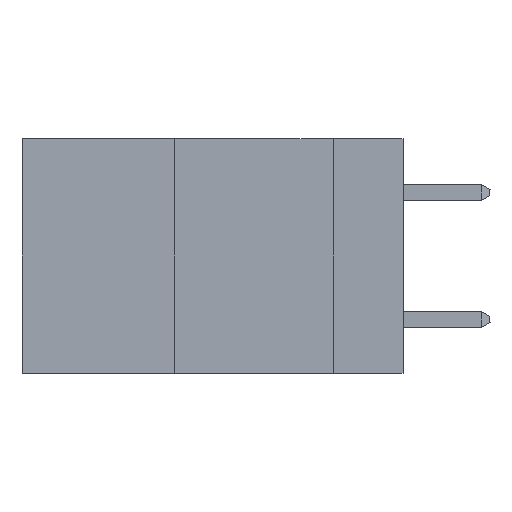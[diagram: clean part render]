
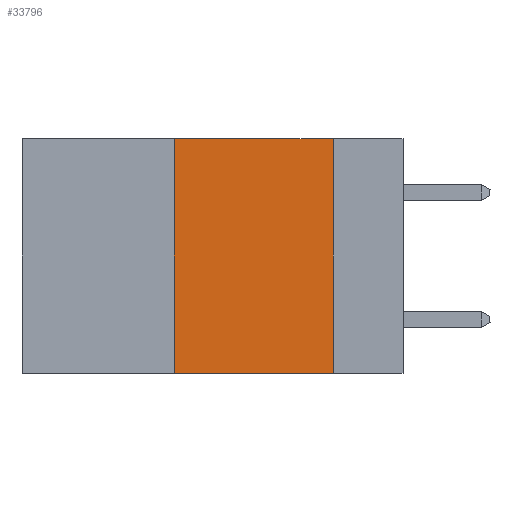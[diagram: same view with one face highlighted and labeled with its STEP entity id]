
A CAD part, left-side view. The second image highlights one B-rep face of the part: STEP entity #33796.
In plain terms, the highlighted planar face has unit normal (-1, 0, 0).
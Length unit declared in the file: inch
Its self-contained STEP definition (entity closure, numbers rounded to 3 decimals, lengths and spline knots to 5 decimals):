
#328 = LINE ( 'NONE', #26968, #20613 ) ;
#3159 = CARTESIAN_POINT ( 'NONE',  ( 0., 0.11, -0.37 ) ) ;
#4200 = VERTEX_POINT ( 'NONE', #27504 ) ;
#4738 = EDGE_CURVE ( 'NONE', #20541, #27525, #17989, .T. ) ;
#4817 = DIRECTION ( 'NONE',  ( 0., 0., -1. ) ) ;
#5208 = EDGE_CURVE ( 'NONE', #4200, #20541, #25704, .T. ) ;
#6068 = DIRECTION ( 'NONE',  ( 0., 0., -1. ) ) ;
#6432 = CARTESIAN_POINT ( 'NONE',  ( 0., 0.11, 0. ) ) ;
#7769 = DIRECTION ( 'NONE',  ( 0., -1., 0. ) ) ;
#8521 = EDGE_CURVE ( 'NONE', #27525, #20270, #13263, .T. ) ;
#9647 = DIRECTION ( 'NONE',  ( 0., 0., 1. ) ) ;
#9895 = CARTESIAN_POINT ( 'NONE',  ( 0., 0.6, 0. ) ) ;
#13017 = CARTESIAN_POINT ( 'NONE',  ( 0., 0.36, 0. ) ) ;
#13263 = LINE ( 'NONE', #6432, #30084 ) ;
#15109 = EDGE_LOOP ( 'NONE', ( #19673, #28337, #17992, #20323 ) ) ;
#16185 = DIRECTION ( 'NONE',  ( 0., -1., 0. ) ) ;
#17513 = VECTOR ( 'NONE', #9647, 39.37008 ) ;
#17989 = LINE ( 'NONE', #34981, #23585 ) ;
#17992 = ORIENTED_EDGE ( 'NONE', *, *, #5208, .F. ) ;
#19673 = ORIENTED_EDGE ( 'NONE', *, *, #8521, .F. ) ;
#20270 = VERTEX_POINT ( 'NONE', #3159 ) ;
#20323 = ORIENTED_EDGE ( 'NONE', *, *, #25310, .T. ) ;
#20541 = VERTEX_POINT ( 'NONE', #13017 ) ;
#20613 = VECTOR ( 'NONE', #7769, 39.37008 ) ;
#21371 = DIRECTION ( 'NONE',  ( 1., 0., 0. ) ) ;
#22105 = AXIS2_PLACEMENT_3D ( 'NONE', #9895, #21371, #4817 ) ;
#23585 = VECTOR ( 'NONE', #16185, 39.37008 ) ;
#25005 = CARTESIAN_POINT ( 'NONE',  ( 0., 0.11, 0. ) ) ;
#25310 = EDGE_CURVE ( 'NONE', #4200, #20270, #328, .T. ) ;
#25704 = LINE ( 'NONE', #34536, #17513 ) ;
#26968 = CARTESIAN_POINT ( 'NONE',  ( 0., 0.6, -0.37 ) ) ;
#27504 = CARTESIAN_POINT ( 'NONE',  ( 0., 0.36, -0.37 ) ) ;
#27525 = VERTEX_POINT ( 'NONE', #25005 ) ;
#28337 = ORIENTED_EDGE ( 'NONE', *, *, #4738, .F. ) ;
#30084 = VECTOR ( 'NONE', #6068, 39.37008 ) ;
#32344 = PLANE ( 'NONE',  #22105 ) ;
#33439 = FACE_OUTER_BOUND ( 'NONE', #15109, .T. ) ;
#33796 = ADVANCED_FACE ( 'NONE', ( #33439 ), #32344, .F. ) ;
#34536 = CARTESIAN_POINT ( 'NONE',  ( 0., 0.36, 0. ) ) ;
#34981 = CARTESIAN_POINT ( 'NONE',  ( 0., 0.6, 0. ) ) ;
